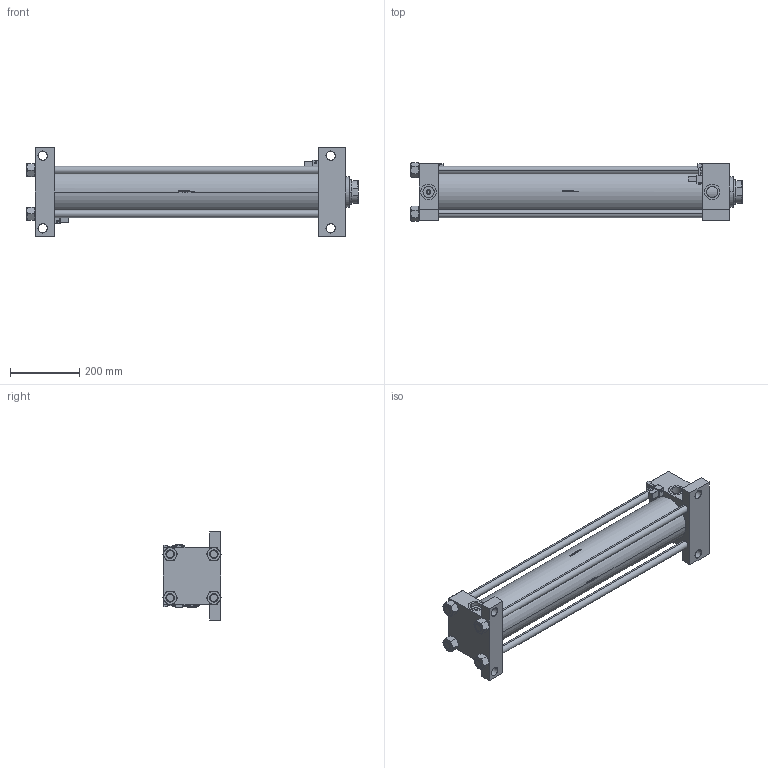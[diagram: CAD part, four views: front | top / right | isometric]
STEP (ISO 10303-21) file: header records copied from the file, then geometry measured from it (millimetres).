
FILE_DESCRIPTION (( 'STEP AP203' ), '1' );
FILE_NAME ('f66b.STEP', '2022-04-15T23:26:30', ( '' ), ( '' ), 'SwSTEP 2.0', 'SolidWorks 2019', '' );
FILE_SCHEMA (( 'CONFIG_CONTROL_DESIGN' ));
Length unit declared in the file: millimetre
Products named in the file (8): f66b; V215CR_VCP_G 67581ff92daa4204731e94e358f87bd7; V215CR_G_Body 67581ff92daa4204731e94e358f87bd7; V215CR_MSU 67581ff92daa4204731e94e358f87bd7; V215_VC_A 67581ff92daa4204731e94e358f87bd7; Zatka_pro_OIL_PORT 67581ff92daa4204731e94e358f87bd7; V215CR_G_TYCINKA 67581ff92daa4204731e94e358f87bd7; NUT_M5_G 67581ff92daa4204731e94e358f87bd7
Assembly tree (19 placements, depth 2):
  f66b
    V215CR_G_Body 67581ff92daa4204731e94e358f87bd7
    V215CR_VCP_G 67581ff92daa4204731e94e358f87bd7
    V215CR_G_TYCINKA 67581ff92daa4204731e94e358f87bd7  x6
    NUT_M5_G 67581ff92daa4204731e94e358f87bd7  x6
    V215_VC_A 67581ff92daa4204731e94e358f87bd7
    V215CR_MSU 67581ff92daa4204731e94e358f87bd7  x2
    Zatka_pro_OIL_PORT 67581ff92daa4204731e94e358f87bd7  x2
Bounding box: 958 x 169.14 x 254 mm (x, y, z)
Volume: 10140366 mm3; surface area: 1585797.2 mm2
Topology: 19 solids, 19 shells, 1495 faces, 3734 edges, 2351 vertices
Faces by surface type: plane 629, bspline 380, cone 230, cylinder 208, torus 24, sphere 24
Entity records: 52337 total; most frequent: CARTESIAN_POINT 27039, ORIENTED_EDGE 5670, DIRECTION 3767, EDGE_CURVE 2835, VERTEX_POINT 1827, VECTOR 1449, LINE 1449, EDGE_LOOP 1228
